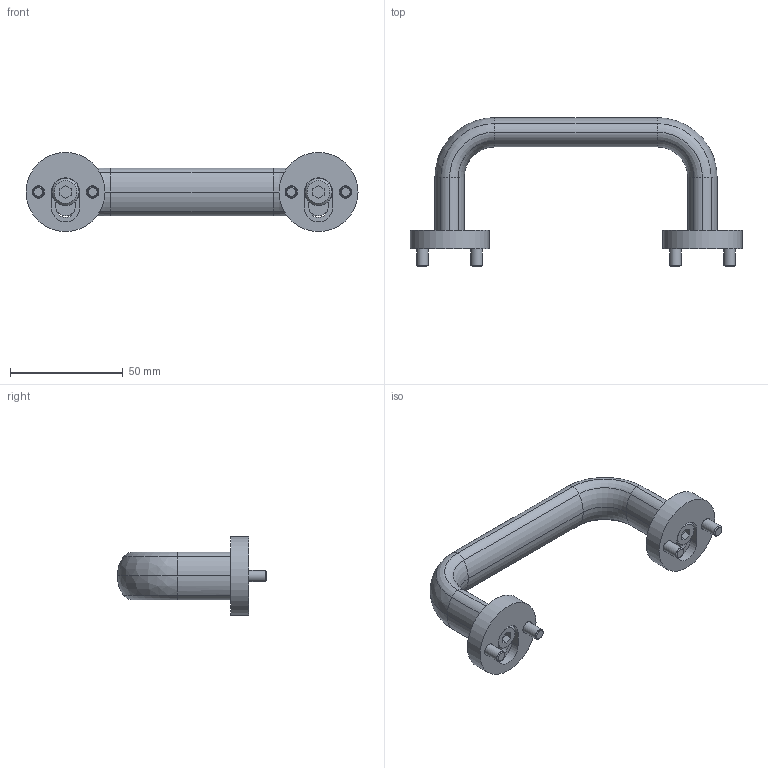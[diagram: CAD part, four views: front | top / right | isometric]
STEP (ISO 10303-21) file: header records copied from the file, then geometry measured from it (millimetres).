
FILE_DESCRIPTION( ( 'STEP AP214' ), '1' );
FILE_NAME( 'K0204.112120010.stp', '2020-12-04T09:16:37', ( '' ), ( '' ), ' ', 'PARTsolutions', ' ' );
FILE_SCHEMA( ( 'AUTOMOTIVE_DESIGN { 1 0 10303 214 1 1 1 1 }' ) );
Length unit declared in the file: millimetre
Products named in the file (1): _K0204.112120010
Bounding box: 147 x 65.9 x 35 mm (x, y, z)
Volume: 52471.6 mm3; surface area: 18337.1 mm2
Topology: 1 solids, 5 shells, 172 faces, 384 edges, 236 vertices
Faces by surface type: plane 74, cylinder 54, cone 24, torus 16, bspline 4
Full cylindrical faces by diameter (mm): 4 x2, 4.917 x4, 5 x4, 5.5 x4, 8 x2, 10 x4, 12 x2, 35 x2
Entity records: 5828 total; most frequent: DIRECTION 814, CARTESIAN_POINT 779, ORIENTED_EDGE 640, AXIS2_PLACEMENT_3D 325, EDGE_CURVE 320, EDGE_LOOP 246, VERTEX_POINT 226, FACE_OUTER_BOUND 200
